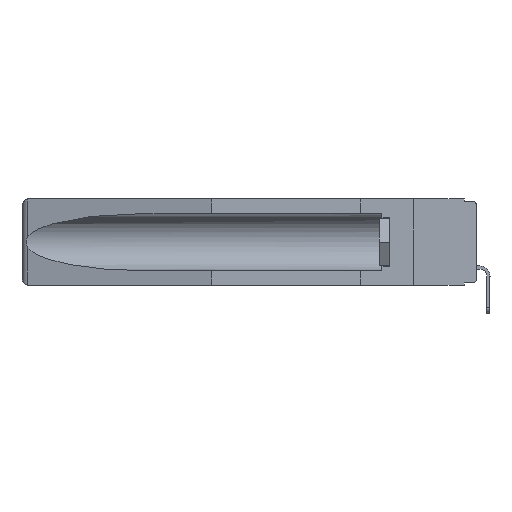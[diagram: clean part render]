
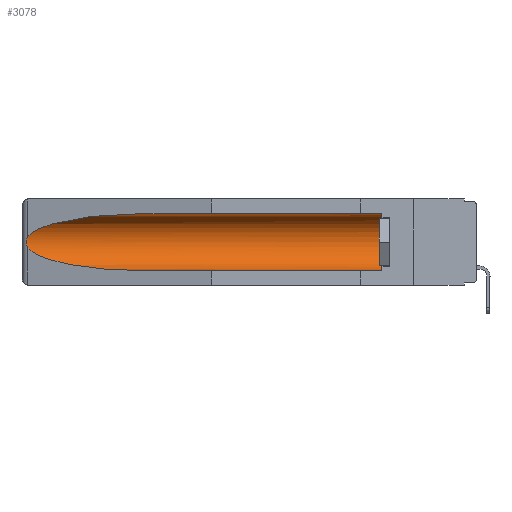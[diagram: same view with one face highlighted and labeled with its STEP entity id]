
A CAD part, left-side view. The second image highlights one B-rep face of the part: STEP entity #3078.
In plain terms, the highlighted cylindrical face has radius 2.857 mm (diameter 5.715 mm), a partial arc.
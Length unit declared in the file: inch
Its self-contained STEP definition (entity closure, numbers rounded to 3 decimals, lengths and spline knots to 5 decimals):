
#351 = ORIENTED_EDGE ( 'NONE', *, *, #9951, .T. ) ;
#624 = CARTESIAN_POINT ( 'NONE',  ( 0.155, 0.126, -0.284 ) ) ;
#834 = VERTEX_POINT ( 'NONE', #18034 ) ;
#1334 = LINE ( 'NONE', #11277, #8377 ) ;
#1565 = EDGE_CURVE ( 'NONE', #834, #14310, #17631, .T. ) ;
#2234 = LINE ( 'NONE', #3603, #9390 ) ;
#2497 = VERTEX_POINT ( 'NONE', #624 ) ;
#2960 = ORIENTED_EDGE ( 'NONE', *, *, #1565, .T. ) ;
#3078 = ADVANCED_FACE ( 'NONE', ( #10727 ), #12172, .F. ) ;
#3435 = CARTESIAN_POINT ( 'NONE',  ( 0.155, 0.126, -0.059 ) ) ;
#3603 = CARTESIAN_POINT ( 'NONE',  ( 0.155, -0.30754, -0.284 ) ) ;
#3642 = EDGE_CURVE ( 'NONE', #2497, #12079, #7966, .T. ) ;
#3807 = DIRECTION ( 'NONE',  ( 0., 0., 1. ) ) ;
#4054 = EDGE_CURVE ( 'NONE', #2497, #17172, #2234, .T. ) ;
#4178 = CARTESIAN_POINT ( 'NONE',  ( 0.155, 1.07973, -0.284 ) ) ;
#4599 = CARTESIAN_POINT ( 'NONE',  ( 0.155, 1.07973, -0.284 ) ) ;
#4675 = CARTESIAN_POINT ( 'NONE',  ( 0.155, 1.07973, -0.059 ) ) ;
#5117 = CARTESIAN_POINT ( 'NONE',  ( 0.26537, 1.52718, -0.14972 ) ) ;
#5162 =( BOUNDED_CURVE ( )  B_SPLINE_CURVE ( 3, ( #5958, #11529, #17110, #4599 ),
 .UNSPECIFIED., .F., .T. ) 
 B_SPLINE_CURVE_WITH_KNOTS ( ( 4, 4 ),
 ( 0.1948, 1.5708 ),
 .UNSPECIFIED. ) 
 CURVE ( )  GEOMETRIC_REPRESENTATION_ITEM ( )  RATIONAL_B_SPLINE_CURVE ( ( 1., 0.848, 0.848, 1. ) ) 
 REPRESENTATION_ITEM ( '' )  );
#5458 = ORIENTED_EDGE ( 'NONE', *, *, #3642, .T. ) ;
#5595 = DIRECTION ( 'NONE',  ( 0., 1., 0. ) ) ;
#5958 = CARTESIAN_POINT ( 'NONE',  ( 0.26537, 1.52718, -0.19328 ) ) ;
#6202 = EDGE_CURVE ( 'NONE', #14310, #17169, #15050, .T. ) ;
#6387 = CARTESIAN_POINT ( 'NONE',  ( 0.26654, 1.53092, -0.15636 ) ) ;
#7850 = CARTESIAN_POINT ( 'NONE',  ( 0.26655, 1.53094, -0.18657 ) ) ;
#7966 = CIRCLE ( 'NONE', #17884, 0.1125 ) ;
#8377 = VECTOR ( 'NONE', #5595, 39.37008 ) ;
#8583 = ORIENTED_EDGE ( 'NONE', *, *, #12502, .T. ) ;
#9203 = CARTESIAN_POINT ( 'NONE',  ( 0.26597, 1.52961, -0.15275 ) ) ;
#9323 = DIRECTION ( 'NONE',  ( 0., 0., 1. ) ) ;
#9390 = VECTOR ( 'NONE', #16100, 39.37008 ) ;
#9951 = EDGE_CURVE ( 'NONE', #12079, #834, #1334, .T. ) ;
#10507 = CARTESIAN_POINT ( 'NONE',  ( 0.2673, 1.53269, -0.17917 ) ) ;
#10727 = FACE_OUTER_BOUND ( 'NONE', #15899, .T. ) ;
#11277 = CARTESIAN_POINT ( 'NONE',  ( 0.155, -0.30754, -0.059 ) ) ;
#11529 = CARTESIAN_POINT ( 'NONE',  ( 0.25451, 1.48313, -0.24835 ) ) ;
#11612 = CARTESIAN_POINT ( 'NONE',  ( 0.21114, 1.30732, -0.059 ) ) ;
#12079 = VERTEX_POINT ( 'NONE', #3435 ) ;
#12172 = CYLINDRICAL_SURFACE ( 'NONE', #16688, 0.1125 ) ;
#12247 = ORIENTED_EDGE ( 'NONE', *, *, #6202, .T. ) ;
#12502 = EDGE_CURVE ( 'NONE', #17169, #17172, #5162, .T. ) ;
#12758 = CARTESIAN_POINT ( 'NONE',  ( 0.26537, 1.52718, -0.19328 ) ) ;
#13008 = ORIENTED_EDGE ( 'NONE', *, *, #4054, .F. ) ;
#13563 = DIRECTION ( 'NONE',  ( 0., -1., 0. ) ) ;
#13651 = CARTESIAN_POINT ( 'NONE',  ( 0.155, 0.126, -0.1715 ) ) ;
#13827 = CARTESIAN_POINT ( 'NONE',  ( 0.2675, 1.53308, -0.17534 ) ) ;
#14310 = VERTEX_POINT ( 'NONE', #5117 ) ;
#14702 = CARTESIAN_POINT ( 'NONE',  ( 0.26537, 1.52718, -0.14972 ) ) ;
#14773 = CARTESIAN_POINT ( 'NONE',  ( 0.2673, 1.5327, -0.16383 ) ) ;
#15050 = B_SPLINE_CURVE_WITH_KNOTS ( 'NONE', 3,
 ( #18031, #9203, #6387, #14773, #17520, #13827, #10507, #7850, #17603, #16059 ),
 .UNSPECIFIED., .F., .F.,
 ( 4, 2, 2, 2, 4 ),
 ( 0., 0.00029, 0.00058, 0.00087, 0.00117 ),
 .UNSPECIFIED. ) ;
#15242 = DIRECTION ( 'NONE',  ( 0., 1., 0. ) ) ;
#15899 = EDGE_LOOP ( 'NONE', ( #2960, #12247, #8583, #13008, #5458, #351 ) ) ;
#16059 = CARTESIAN_POINT ( 'NONE',  ( 0.26537, 1.52718, -0.19328 ) ) ;
#16100 = DIRECTION ( 'NONE',  ( 0., 1., 0. ) ) ;
#16688 = AXIS2_PLACEMENT_3D ( 'NONE', #17906, #15242, #9323 ) ;
#17110 = CARTESIAN_POINT ( 'NONE',  ( 0.21114, 1.30732, -0.284 ) ) ;
#17169 = VERTEX_POINT ( 'NONE', #12758 ) ;
#17172 = VERTEX_POINT ( 'NONE', #4178 ) ;
#17364 = CARTESIAN_POINT ( 'NONE',  ( 0.25451, 1.48313, -0.09465 ) ) ;
#17520 = CARTESIAN_POINT ( 'NONE',  ( 0.2675, 1.53308, -0.16763 ) ) ;
#17603 = CARTESIAN_POINT ( 'NONE',  ( 0.26597, 1.5296, -0.19026 ) ) ;
#17631 =( BOUNDED_CURVE ( )  B_SPLINE_CURVE ( 3, ( #4675, #11612, #17364, #14702 ),
 .UNSPECIFIED., .F., .T. ) 
 B_SPLINE_CURVE_WITH_KNOTS ( ( 4, 4 ),
 ( 4.71239, 6.08839 ),
 .UNSPECIFIED. ) 
 CURVE ( )  GEOMETRIC_REPRESENTATION_ITEM ( )  RATIONAL_B_SPLINE_CURVE ( ( 1., 0.848, 0.848, 1. ) ) 
 REPRESENTATION_ITEM ( '' )  );
#17884 = AXIS2_PLACEMENT_3D ( 'NONE', #13651, #13563, #3807 ) ;
#17906 = CARTESIAN_POINT ( 'NONE',  ( 0.155, -0.30754, -0.1715 ) ) ;
#18031 = CARTESIAN_POINT ( 'NONE',  ( 0.26537, 1.52718, -0.14972 ) ) ;
#18034 = CARTESIAN_POINT ( 'NONE',  ( 0.155, 1.07973, -0.059 ) ) ;
